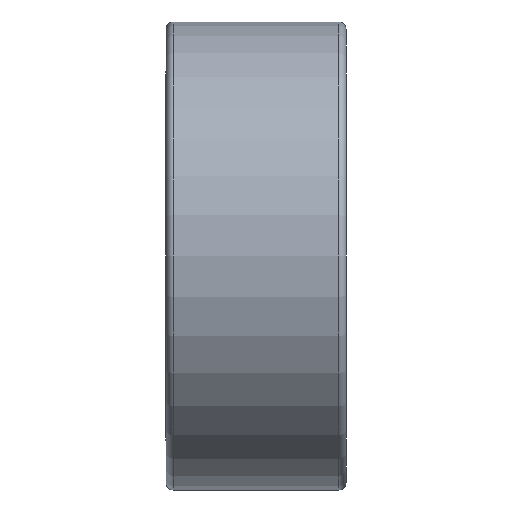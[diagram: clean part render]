
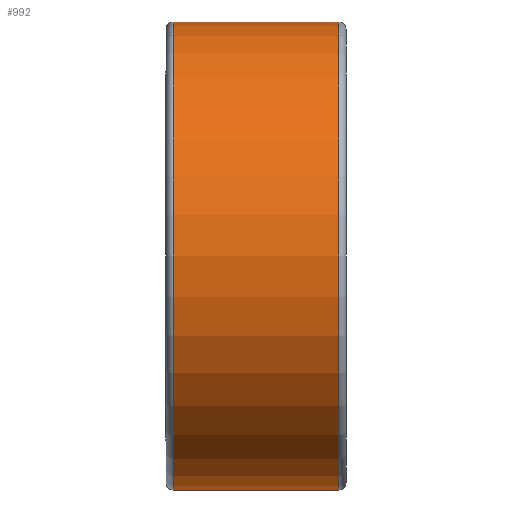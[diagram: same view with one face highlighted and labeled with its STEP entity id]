
A CAD part, left-side view. The second image highlights one B-rep face of the part: STEP entity #992.
In plain terms, the highlighted cylindrical face has radius 6.5 mm (diameter 13 mm), a partial arc.
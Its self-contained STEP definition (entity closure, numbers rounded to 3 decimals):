
#10 = DIRECTION ( 'NONE',  ( 0., 0., 1. ) ) ;
#19 = VERTEX_POINT ( 'NONE', #380 ) ;
#32 = EDGE_LOOP ( 'NONE', ( #874, #846, #880, #933 ) ) ;
#115 = EDGE_CURVE ( 'NONE', #482, #448, #737, .T. ) ;
#150 = DIRECTION ( 'NONE',  ( 0., 0., 1. ) ) ;
#158 = CARTESIAN_POINT ( 'NONE',  ( 0., -2.5, 6.5 ) ) ;
#166 = DIRECTION ( 'NONE',  ( 0., 1., 0. ) ) ;
#169 = DIRECTION ( 'NONE',  ( 0., 1., 0. ) ) ;
#181 = VERTEX_POINT ( 'NONE', #819 ) ;
#193 = DIRECTION ( 'NONE',  ( 0., 0., 1. ) ) ;
#209 = EDGE_CURVE ( 'NONE', #19, #181, #1010, .T. ) ;
#239 = CARTESIAN_POINT ( 'NONE',  ( 0., -2.5, 0. ) ) ;
#320 = EDGE_CURVE ( 'NONE', #181, #448, #502, .T. ) ;
#330 = DIRECTION ( 'NONE',  ( 0., 1., 0. ) ) ;
#358 = CARTESIAN_POINT ( 'NONE',  ( 0., -2.5, -6.5 ) ) ;
#379 = VECTOR ( 'NONE', #169, 1000. ) ;
#380 = CARTESIAN_POINT ( 'NONE',  ( 0., -4.8, -6.5 ) ) ;
#418 = CIRCLE ( 'NONE', #759, 6.5 ) ;
#448 = VERTEX_POINT ( 'NONE', #951 ) ;
#482 = VERTEX_POINT ( 'NONE', #932 ) ;
#483 = AXIS2_PLACEMENT_3D ( 'NONE', #597, #916, #193 ) ;
#502 = CIRCLE ( 'NONE', #483, 6.5 ) ;
#524 = EDGE_CURVE ( 'NONE', #19, #482, #418, .T. ) ;
#546 = AXIS2_PLACEMENT_3D ( 'NONE', #239, #166, #150 ) ;
#577 = FACE_OUTER_BOUND ( 'NONE', #32, .T. ) ;
#597 = CARTESIAN_POINT ( 'NONE',  ( 0., -0.2, 0. ) ) ;
#691 = DIRECTION ( 'NONE',  ( 0., 1., 0. ) ) ;
#737 = LINE ( 'NONE', #158, #379 ) ;
#759 = AXIS2_PLACEMENT_3D ( 'NONE', #1019, #330, #10 ) ;
#811 = CYLINDRICAL_SURFACE ( 'NONE', #546, 6.5 ) ;
#819 = CARTESIAN_POINT ( 'NONE',  ( 0., -0.2, -6.5 ) ) ;
#846 = ORIENTED_EDGE ( 'NONE', *, *, #524, .T. ) ;
#874 = ORIENTED_EDGE ( 'NONE', *, *, #209, .F. ) ;
#880 = ORIENTED_EDGE ( 'NONE', *, *, #115, .T. ) ;
#916 = DIRECTION ( 'NONE',  ( 0., 1., 0. ) ) ;
#932 = CARTESIAN_POINT ( 'NONE',  ( 0., -4.8, 6.5 ) ) ;
#933 = ORIENTED_EDGE ( 'NONE', *, *, #320, .F. ) ;
#934 = VECTOR ( 'NONE', #691, 1000. ) ;
#951 = CARTESIAN_POINT ( 'NONE',  ( 0., -0.2, 6.5 ) ) ;
#992 = ADVANCED_FACE ( 'NONE', ( #577 ), #811, .T. ) ;
#1010 = LINE ( 'NONE', #358, #934 ) ;
#1019 = CARTESIAN_POINT ( 'NONE',  ( 0., -4.8, 0. ) ) ;
